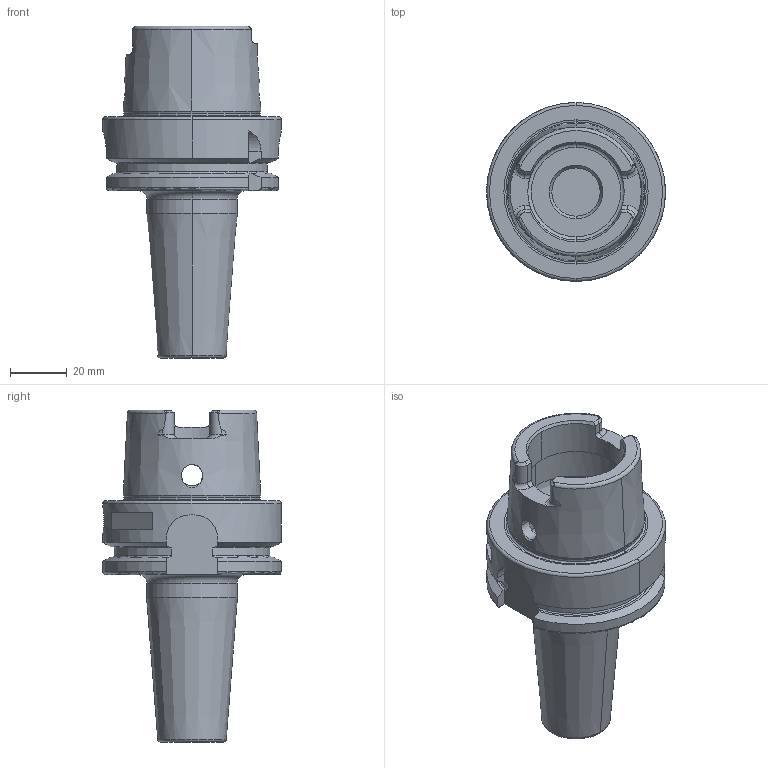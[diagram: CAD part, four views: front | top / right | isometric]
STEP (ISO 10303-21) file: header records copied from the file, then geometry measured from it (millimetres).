
FILE_DESCRIPTION((''),'2;1');
FILE_NAME('A63_70_10','2020-08-04T',('103090'),(''),'CREO PARAMETRIC BY PTC INC, 2016260','CREO PARAMETRIC BY PTC INC, 2016260','');
FILE_SCHEMA(('CONFIG_CONTROL_DESIGN'));
Length unit declared in the file: millimetre
Products named in the file (1): A63_70_10
Bounding box: 63 x 63 x 117 mm (x, y, z)
Volume: 115930.4 mm3; surface area: 28669.9 mm2
Topology: 1 solids, 1 shells, 177 faces, 442 edges, 273 vertices
Faces by surface type: plane 57, cylinder 49, cone 38, torus 33
Entity records: 5957 total; most frequent: CARTESIAN_POINT 1739, DIRECTION 885, ORIENTED_EDGE 880, EDGE_CURVE 440, AXIS2_PLACEMENT_3D 363, VERTEX_POINT 273, EDGE_LOOP 189, CIRCLE 183
